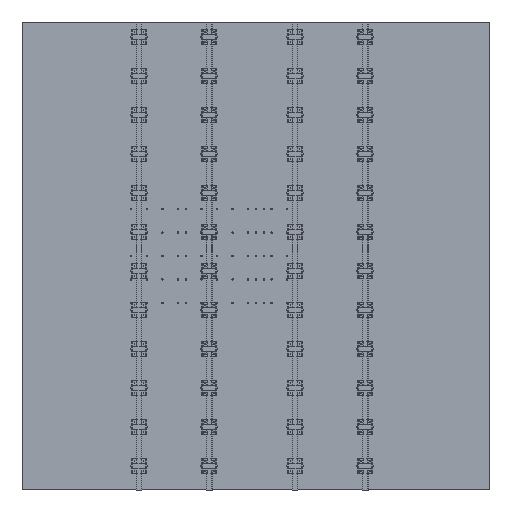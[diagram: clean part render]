
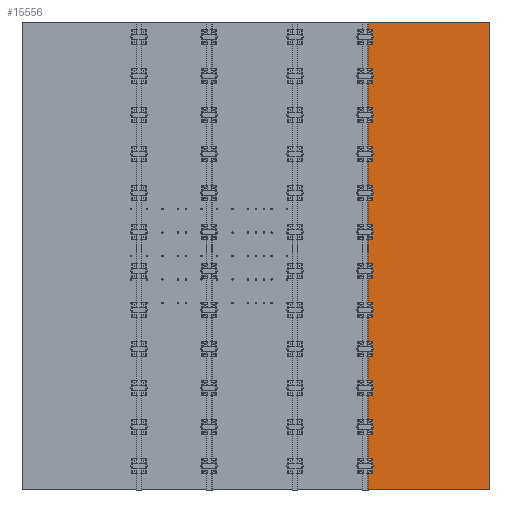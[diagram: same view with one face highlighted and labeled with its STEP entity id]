
A CAD part, front view. The second image highlights one B-rep face of the part: STEP entity #15556.
In plain terms, the highlighted planar face has unit normal (0, -1, 0).
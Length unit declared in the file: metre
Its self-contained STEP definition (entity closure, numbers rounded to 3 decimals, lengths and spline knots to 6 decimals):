
#4500=PLANE('',#17409);
#5192=FACE_OUTER_BOUND('',#6308,.T.);
#6308=EDGE_LOOP('',(#14437,#14438,#14439,#14440));
#7443=LINE('',#31120,#8529);
#7445=LINE('',#31124,#8531);
#7446=LINE('',#31126,#8532);
#7447=LINE('',#31127,#8533);
#8529=VECTOR('',#21930,6.);
#8531=VECTOR('',#21934,1.595);
#8532=VECTOR('',#21935,6.);
#8533=VECTOR('',#21936,1.595);
#9739=VERTEX_POINT('',#31117);
#9740=VERTEX_POINT('',#31119);
#9741=VERTEX_POINT('',#31123);
#9742=VERTEX_POINT('',#31125);
#11331=EDGE_CURVE('',#9740,#9739,#7443,.T.);
#11333=EDGE_CURVE('',#9741,#9739,#7445,.T.);
#11334=EDGE_CURVE('',#9742,#9741,#7446,.T.);
#11335=EDGE_CURVE('',#9740,#9742,#7447,.T.);
#14437=ORIENTED_EDGE('',*,*,#11333,.F.);
#14438=ORIENTED_EDGE('',*,*,#11334,.F.);
#14439=ORIENTED_EDGE('',*,*,#11335,.F.);
#14440=ORIENTED_EDGE('',*,*,#11331,.T.);
#15556=ADVANCED_FACE('',(#5192),#4500,.F.);
#17409=AXIS2_PLACEMENT_3D('',#31122,#21932,#21933);
#21930=DIRECTION('',(0.,0.,-1.));
#21932=DIRECTION('center_axis',(0.,1.,0.));
#21933=DIRECTION('ref_axis',(0.,0.,1.));
#21934=DIRECTION('',(-1.,0.,0.));
#21935=DIRECTION('',(0.,0.,-1.));
#21936=DIRECTION('',(1.,0.,0.));
#31117=CARTESIAN_POINT('',(2.205,-0.05,-3.));
#31119=CARTESIAN_POINT('',(2.205,-0.05,3.));
#31120=CARTESIAN_POINT('',(2.205,-0.05,3.));
#31122=CARTESIAN_POINT('Origin',(-2.2,-0.05,3.));
#31123=CARTESIAN_POINT('',(3.8,-0.05,-3.));
#31124=CARTESIAN_POINT('',(3.8,-0.05,-3.));
#31125=CARTESIAN_POINT('',(3.8,-0.05,3.));
#31126=CARTESIAN_POINT('',(3.8,-0.05,3.));
#31127=CARTESIAN_POINT('',(2.25,-0.05,3.));
